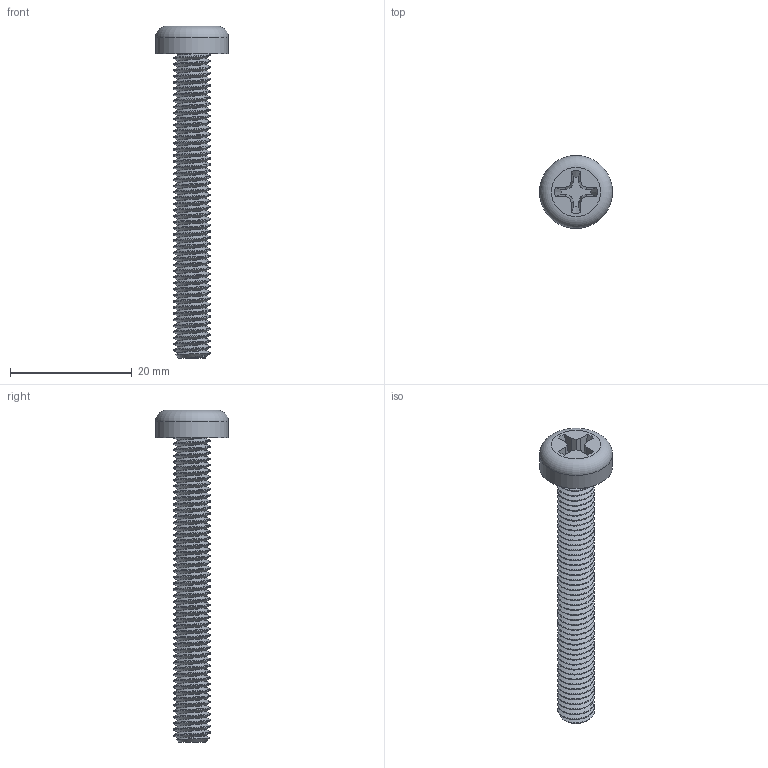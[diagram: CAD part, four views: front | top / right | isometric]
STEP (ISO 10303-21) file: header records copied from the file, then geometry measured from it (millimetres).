
FILE_DESCRIPTION(/* description */ ('STEP AP203'),/* implementation_level */ '2;1');
FILE_NAME(/* name */ 'screws_50mm_m6x1_ext.stp',/* time_stamp */ '2022-12-09T16:33:04+01:00',/* author */ ('Rik Ubaghs'),/* organization */ ('Microsoft'),/* preprocessor_version */ 'ST-DEVELOPER v18.1',/* originating_system */ 'Autodesk Inventor 2021',/* authorisation */ '');
FILE_SCHEMA (('AUTOMOTIVE_DESIGN { 1 0 10303 214 3 1 1 }'));
Length unit declared in the file: millimetre
Products named in the file (1): Bolts_50mm_M6x1_ext
Bounding box: 12 x 12 x 54.6 mm (x, y, z)
Volume: 1578.4 mm3; surface area: 1914.9 mm2
Topology: 1 solids, 1 shells, 130 faces, 382 edges, 256 vertices
Faces by surface type: cylinder 102, plane 20, cone 5, bspline 2, torus 1
Full cylindrical faces by diameter (mm): 4.709 x50, 6 x48, 12 x1
Entity records: 18002 total; most frequent: CARTESIAN_POINT 15014, ORIENTED_EDGE 764, DIRECTION 449, EDGE_CURVE 382, VERTEX_POINT 256, AXIS2_PLACEMENT_3D 152, LINE 145, VECTOR 145
